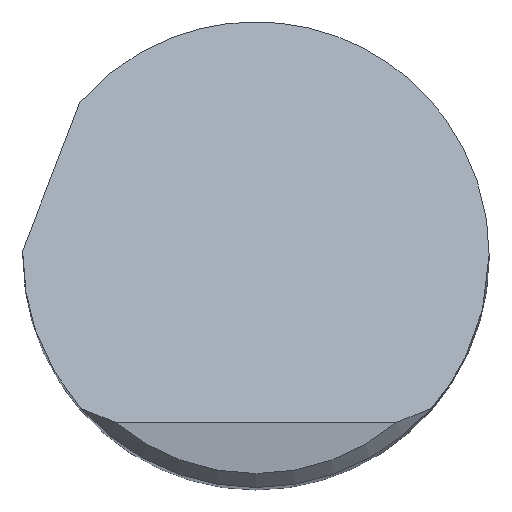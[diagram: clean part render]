
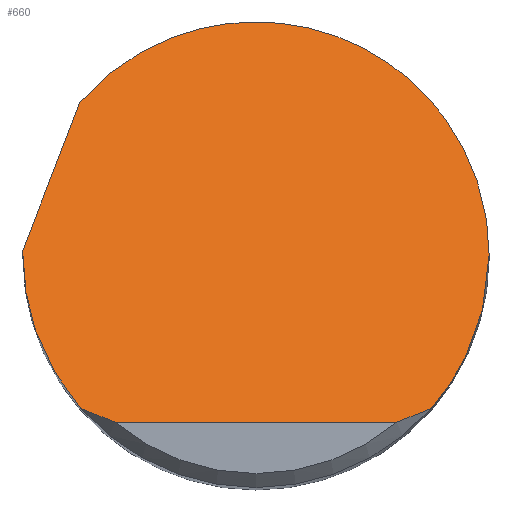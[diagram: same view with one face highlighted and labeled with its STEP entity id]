
A CAD part, top view. The second image highlights one B-rep face of the part: STEP entity #660.
In plain terms, the highlighted planar face has unit normal (0, 0.707, 0.707).
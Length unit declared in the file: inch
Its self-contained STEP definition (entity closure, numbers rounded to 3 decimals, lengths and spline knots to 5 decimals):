
#3 = CARTESIAN_POINT ( 'NONE',  ( 0.15108, -0.18, 3. ) ) ;
#6 = CARTESIAN_POINT ( 'NONE',  ( -0.18782, -0.165, 2.985 ) ) ;
#7 = VERTEX_POINT ( 'NONE', #564 ) ;
#53 = B_SPLINE_CURVE_WITH_KNOTS ( 'NONE', 3,
 ( #176, #390, #587, #384 ),
 .UNSPECIFIED., .F., .F.,
 ( 4, 4 ),
 ( 0., 0.00108 ),
 .UNSPECIFIED. ) ;
#63 = CARTESIAN_POINT ( 'NONE',  ( 0.18782, -0.165, 2.985 ) ) ;
#74 = CARTESIAN_POINT ( 'NONE',  ( -0.15108, -0.18, 3. ) ) ;
#106 = CARTESIAN_POINT ( 'NONE',  ( -0.25, -0.18, 3. ) ) ;
#113 = EDGE_CURVE ( 'NONE', #266, #663, #491, .T. ) ;
#141 = CARTESIAN_POINT ( 'NONE',  ( 0.25, 0.27527, 2.54473 ) ) ;
#143 = CARTESIAN_POINT ( 'NONE',  ( 0.22834, -0.11887, 2.93887 ) ) ;
#167 =( BOUNDED_CURVE ( )  B_SPLINE_CURVE ( 3, ( #6, #479, #809, #335 ),
 .UNSPECIFIED., .F., .T. ) 
 B_SPLINE_CURVE_WITH_KNOTS ( ( 4, 4 ),
 ( 3.99157, 4.71239 ),
 .UNSPECIFIED. ) 
 CURVE ( )  GEOMETRIC_REPRESENTATION_ITEM ( )  RATIONAL_B_SPLINE_CURVE ( ( 1., 0.957, 0.957, 1. ) ) 
 REPRESENTATION_ITEM ( '' )  );
#170 = VECTOR ( 'NONE', #486, 39.37008 ) ;
#173 = PLANE ( 'NONE',  #364 ) ;
#176 = CARTESIAN_POINT ( 'NONE',  ( -0.18782, -0.165, 2.985 ) ) ;
#202 = CARTESIAN_POINT ( 'NONE',  ( 0.16367, -0.17542, 2.99542 ) ) ;
#204 = CARTESIAN_POINT ( 'NONE',  ( -0.31638, -0.1672, 2.9872 ) ) ;
#222 = EDGE_CURVE ( 'NONE', #580, #589, #530, .T. ) ;
#243 = FACE_OUTER_BOUND ( 'NONE', #799, .T. ) ;
#266 = VERTEX_POINT ( 'NONE', #74 ) ;
#294 = VERTEX_POINT ( 'NONE', #602 ) ;
#314 = EDGE_CURVE ( 'NONE', #386, #7, #167, .T. ) ;
#323 = ORIENTED_EDGE ( 'NONE', *, *, #389, .F. ) ;
#335 = CARTESIAN_POINT ( 'NONE',  ( -0.25, 0., 2.82 ) ) ;
#345 = CARTESIAN_POINT ( 'NONE',  ( 0.25, 0., 2.82 ) ) ;
#364 = AXIS2_PLACEMENT_3D ( 'NONE', #106, #781, #771 ) ;
#366 = CARTESIAN_POINT ( 'NONE',  ( -0.24995, 0.005, 2.815 ) ) ;
#381 = CARTESIAN_POINT ( 'NONE',  ( 0.15108, -0.18, 3. ) ) ;
#384 = CARTESIAN_POINT ( 'NONE',  ( -0.15108, -0.18, 3. ) ) ;
#386 = VERTEX_POINT ( 'NONE', #543 ) ;
#389 = EDGE_CURVE ( 'NONE', #592, #580, #472, .T. ) ;
#390 = CARTESIAN_POINT ( 'NONE',  ( -0.17589, -0.1704, 2.9904 ) ) ;
#414 = ORIENTED_EDGE ( 'NONE', *, *, #676, .F. ) ;
#426 = CARTESIAN_POINT ( 'NONE',  ( 0.18782, -0.165, 2.985 ) ) ;
#440 = CARTESIAN_POINT ( 'NONE',  ( -0.25, 0.00167, 2.81833 ) ) ;
#472 = LINE ( 'NONE', #204, #655 ) ;
#479 = CARTESIAN_POINT ( 'NONE',  ( -0.22834, -0.11887, 2.93887 ) ) ;
#486 = DIRECTION ( 'NONE',  ( 1., 0., 0. ) ) ;
#491 = LINE ( 'NONE', #767, #170 ) ;
#499 = CARTESIAN_POINT ( 'NONE',  ( -0.24998, 0.00333, 2.81667 ) ) ;
#505 = EDGE_CURVE ( 'NONE', #589, #294, #714, .T. ) ;
#528 = CARTESIAN_POINT ( 'NONE',  ( -0.18855, 0.16416, 2.65584 ) ) ;
#530 =( BOUNDED_CURVE ( )  B_SPLINE_CURVE ( 3, ( #528, #871, #141, #345 ),
 .UNSPECIFIED., .F., .T. ) 
 B_SPLINE_CURVE_WITH_KNOTS ( ( 4, 4 ),
 ( 5.42872, 7.85398 ),
 .UNSPECIFIED. ) 
 CURVE ( )  GEOMETRIC_REPRESENTATION_ITEM ( )  RATIONAL_B_SPLINE_CURVE ( ( 1., 0.567, 0.567, 1. ) ) 
 REPRESENTATION_ITEM ( '' )  );
#531 = DIRECTION ( 'NONE',  ( 0.263, 0.682, -0.682 ) ) ;
#543 = CARTESIAN_POINT ( 'NONE',  ( -0.18782, -0.165, 2.985 ) ) ;
#546 = CARTESIAN_POINT ( 'NONE',  ( 0.17589, -0.1704, 2.9904 ) ) ;
#554 = ORIENTED_EDGE ( 'NONE', *, *, #849, .T. ) ;
#564 = CARTESIAN_POINT ( 'NONE',  ( -0.25, 0., 2.82 ) ) ;
#578 = B_SPLINE_CURVE_WITH_KNOTS ( 'NONE', 3,
 ( #3, #202, #546, #63 ),
 .UNSPECIFIED., .F., .F.,
 ( 4, 4 ),
 ( 0., 0.00108 ),
 .UNSPECIFIED. ) ;
#580 = VERTEX_POINT ( 'NONE', #883 ) ;
#587 = CARTESIAN_POINT ( 'NONE',  ( -0.16367, -0.17542, 2.99542 ) ) ;
#589 = VERTEX_POINT ( 'NONE', #850 ) ;
#592 = VERTEX_POINT ( 'NONE', #776 ) ;
#602 = CARTESIAN_POINT ( 'NONE',  ( 0.18782, -0.165, 2.985 ) ) ;
#629 = CARTESIAN_POINT ( 'NONE',  ( 0.25, -0.06141, 2.88141 ) ) ;
#655 = VECTOR ( 'NONE', #531, 39.37008 ) ;
#660 = ADVANCED_FACE ( 'NONE', ( #243 ), #173, .F. ) ;
#663 = VERTEX_POINT ( 'NONE', #381 ) ;
#676 = EDGE_CURVE ( 'NONE', #7, #592, #770, .T. ) ;
#697 = ORIENTED_EDGE ( 'NONE', *, *, #222, .F. ) ;
#714 =( BOUNDED_CURVE ( )  B_SPLINE_CURVE ( 3, ( #837, #629, #143, #426 ),
 .UNSPECIFIED., .F., .T. ) 
 B_SPLINE_CURVE_WITH_KNOTS ( ( 4, 4 ),
 ( 1.5708, 2.29162 ),
 .UNSPECIFIED. ) 
 CURVE ( )  GEOMETRIC_REPRESENTATION_ITEM ( )  RATIONAL_B_SPLINE_CURVE ( ( 1., 0.957, 0.957, 1. ) ) 
 REPRESENTATION_ITEM ( '' )  );
#747 = ORIENTED_EDGE ( 'NONE', *, *, #113, .T. ) ;
#767 = CARTESIAN_POINT ( 'NONE',  ( 0., -0.18, 3. ) ) ;
#770 =( BOUNDED_CURVE ( )  B_SPLINE_CURVE ( 3, ( #854, #440, #499, #366 ),
 .UNSPECIFIED., .F., .T. ) 
 B_SPLINE_CURVE_WITH_KNOTS ( ( 4, 4 ),
 ( 4.71239, 4.73239 ),
 .UNSPECIFIED. ) 
 CURVE ( )  GEOMETRIC_REPRESENTATION_ITEM ( )  RATIONAL_B_SPLINE_CURVE ( ( 1., 1., 1., 1. ) ) 
 REPRESENTATION_ITEM ( '' )  );
#771 = DIRECTION ( 'NONE',  ( 0., 0.707, -0.707 ) ) ;
#776 = CARTESIAN_POINT ( 'NONE',  ( -0.24995, 0.005, 2.815 ) ) ;
#780 = ORIENTED_EDGE ( 'NONE', *, *, #811, .T. ) ;
#781 = DIRECTION ( 'NONE',  ( 0., -0.707, -0.707 ) ) ;
#794 = ORIENTED_EDGE ( 'NONE', *, *, #505, .F. ) ;
#799 = EDGE_LOOP ( 'NONE', ( #747, #554, #794, #697, #323, #414, #808, #780 ) ) ;
#808 = ORIENTED_EDGE ( 'NONE', *, *, #314, .F. ) ;
#809 = CARTESIAN_POINT ( 'NONE',  ( -0.25, -0.06141, 2.88141 ) ) ;
#811 = EDGE_CURVE ( 'NONE', #386, #266, #53, .T. ) ;
#837 = CARTESIAN_POINT ( 'NONE',  ( 0.25, 0., 2.82 ) ) ;
#849 = EDGE_CURVE ( 'NONE', #663, #294, #578, .T. ) ;
#850 = CARTESIAN_POINT ( 'NONE',  ( 0.25, 0., 2.82 ) ) ;
#854 = CARTESIAN_POINT ( 'NONE',  ( -0.25, 0., 2.82 ) ) ;
#871 = CARTESIAN_POINT ( 'NONE',  ( -0.0078, 0.37177, 2.44823 ) ) ;
#883 = CARTESIAN_POINT ( 'NONE',  ( -0.18855, 0.16416, 2.65584 ) ) ;
